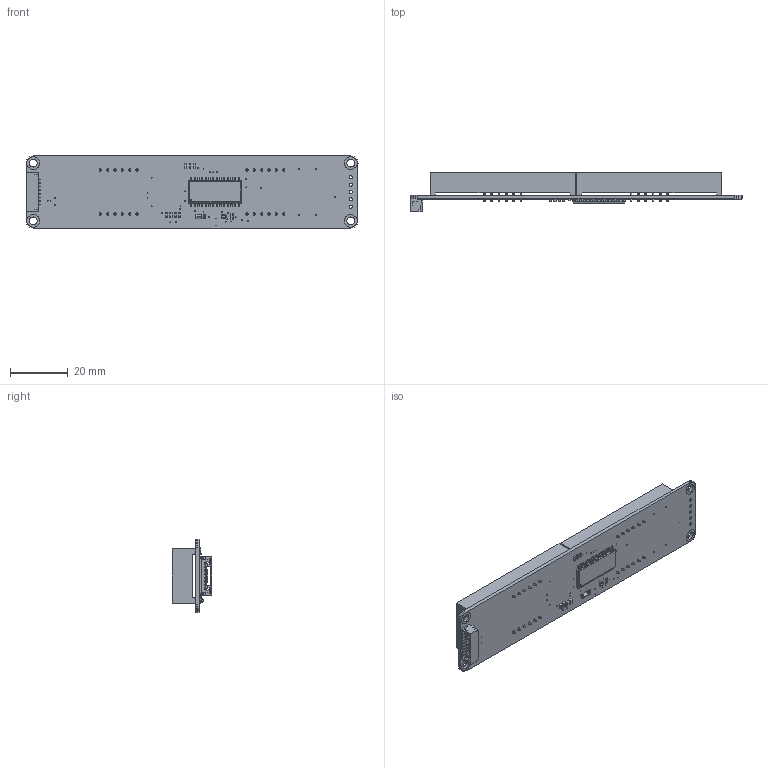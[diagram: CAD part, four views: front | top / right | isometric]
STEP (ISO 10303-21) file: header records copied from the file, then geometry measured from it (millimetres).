
FILE_DESCRIPTION (( 'STEP AP214' ), '1' );
FILE_NAME ('NSE-1157-2.step', '2020-11-25T00:24:41', ( '' ), ( '' ), 'SwSTEP 2.0', 'SolidWorks 2016', '' );
FILE_SCHEMA (( 'AUTOMOTIVE_DESIGN' ));
Length unit declared in the file: millimetre
Products named in the file (11): sod-80; NSE-1157-2; cap_0603; soic-28_300mil; rescax-8_1x2x0.5; 7-Segment_Display_4-Digit_(5641); Assem8^NSE-1157-2; Board_NSE-1157-2; CON-1012-8R; sot666; res_0603
Assembly tree (16 placements, depth 3):
  NSE-1157-2
    Assem8^NSE-1157-2
      Board_NSE-1157-2
      cap_0603  x4
      sod-80
      7-Segment_Display_4-Digit_(5641)  x2
      sot666
      res_0603  x3
      rescax-8_1x2x0.5
      soic-28_300mil
      CON-1012-8R
Bounding box: 115 x 13.65 x 25 mm (x, y, z)
Volume: 17155.2 mm3; surface area: 14079.1 mm2
Topology: 115 solids, 115 shells, 1849 faces, 4505 edges, 2923 vertices
Faces by surface type: plane 1449, cylinder 322, bspline 70, cone 8
Entity records: 52969 total; most frequent: CARTESIAN_POINT 8968, ORIENTED_EDGE 6722, DIRECTION 6239, EDGE_CURVE 3361, LINE 2607, VECTOR 2607, VERTEX_POINT 2199, AXIS2_PLACEMENT_3D 1816
